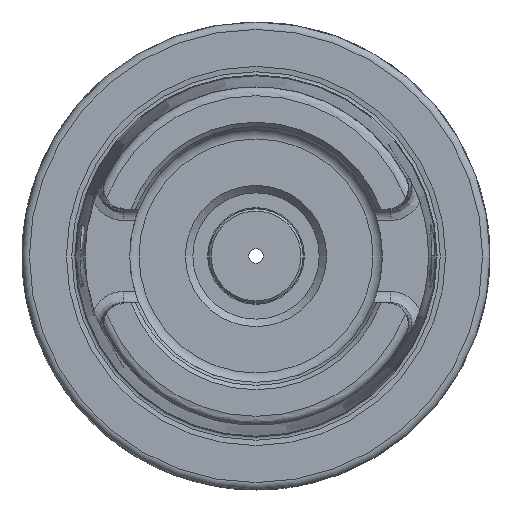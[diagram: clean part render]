
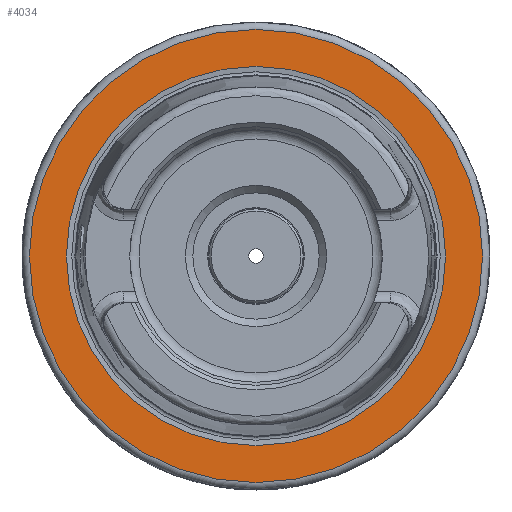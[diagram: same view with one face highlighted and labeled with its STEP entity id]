
A CAD part, left-side view. The second image highlights one B-rep face of the part: STEP entity #4034.
In plain terms, the highlighted planar face has unit normal (-1, 0, 0).
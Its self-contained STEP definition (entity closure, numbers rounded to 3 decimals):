
#153=FACE_BOUND('',#688,.T.);
#226=PLANE('',#4448);
#452=FACE_OUTER_BOUND('',#687,.T.);
#687=EDGE_LOOP('',(#3462,#3463));
#688=EDGE_LOOP('',(#3464,#3465));
#1096=CIRCLE('',#4446,25.521);
#1097=CIRCLE('',#4447,25.521);
#1098=CIRCLE('',#4449,30.5);
#1099=CIRCLE('',#4450,30.5);
#1848=VERTEX_POINT('',#8371);
#1849=VERTEX_POINT('',#8373);
#1850=VERTEX_POINT('',#8377);
#1851=VERTEX_POINT('',#8378);
#2414=EDGE_CURVE('',#1849,#1848,#1096,.T.);
#2415=EDGE_CURVE('',#1848,#1849,#1097,.T.);
#2416=EDGE_CURVE('',#1850,#1851,#1098,.T.);
#2417=EDGE_CURVE('',#1851,#1850,#1099,.T.);
#3462=ORIENTED_EDGE('',*,*,#2416,.F.);
#3463=ORIENTED_EDGE('',*,*,#2417,.F.);
#3464=ORIENTED_EDGE('',*,*,#2414,.T.);
#3465=ORIENTED_EDGE('',*,*,#2415,.T.);
#4034=ADVANCED_FACE('',(#452,#153),#226,.T.);
#4446=AXIS2_PLACEMENT_3D('',#8374,#5369,#5370);
#4447=AXIS2_PLACEMENT_3D('',#8375,#5371,#5372);
#4448=AXIS2_PLACEMENT_3D('',#8376,#5373,#5374);
#4449=AXIS2_PLACEMENT_3D('',#8379,#5375,#5376);
#4450=AXIS2_PLACEMENT_3D('',#8380,#5377,#5378);
#5369=DIRECTION('center_axis',(1.,0.,0.));
#5370=DIRECTION('ref_axis',(0.,0.,-1.));
#5371=DIRECTION('center_axis',(1.,0.,0.));
#5372=DIRECTION('ref_axis',(0.,0.,-1.));
#5373=DIRECTION('center_axis',(-1.,0.,0.));
#5374=DIRECTION('ref_axis',(0.,0.,1.));
#5375=DIRECTION('center_axis',(1.,0.,0.));
#5376=DIRECTION('ref_axis',(0.,0.,-1.));
#5377=DIRECTION('center_axis',(1.,0.,0.));
#5378=DIRECTION('ref_axis',(0.,0.,-1.));
#8371=CARTESIAN_POINT('',(0.,-25.521,0.));
#8373=CARTESIAN_POINT('',(0.,25.521,0.));
#8374=CARTESIAN_POINT('Origin',(0.,0.,
0.));
#8375=CARTESIAN_POINT('Origin',(0.,0.,
0.));
#8376=CARTESIAN_POINT('Origin',(0.,30.5,0.));
#8377=CARTESIAN_POINT('',(0.,30.5,0.));
#8378=CARTESIAN_POINT('',(0.,0.,30.5));
#8379=CARTESIAN_POINT('Origin',(0.,0.,
0.));
#8380=CARTESIAN_POINT('Origin',(0.,0.,
0.));
